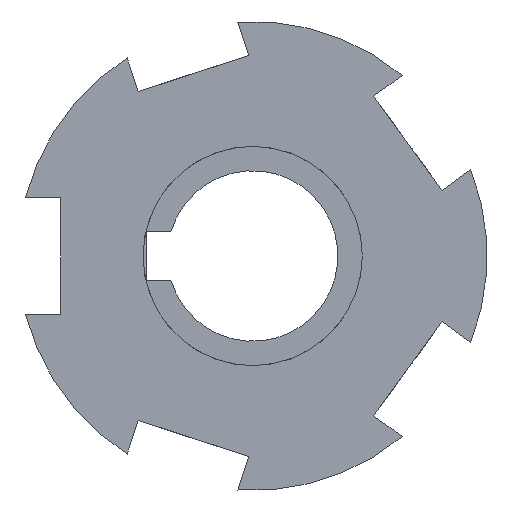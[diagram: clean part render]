
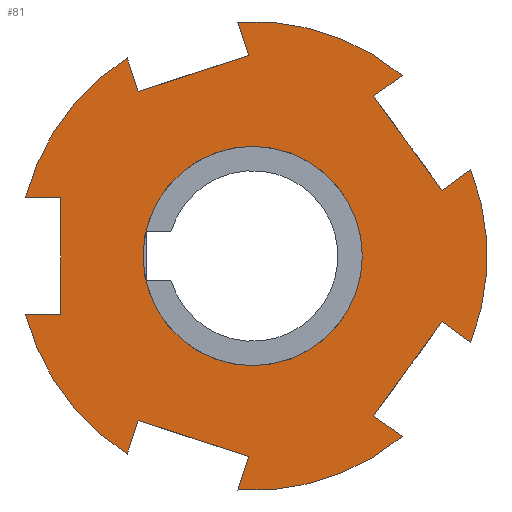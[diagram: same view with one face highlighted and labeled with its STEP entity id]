
A CAD part, left-side view. The second image highlights one B-rep face of the part: STEP entity #81.
In plain terms, the highlighted planar face has unit normal (-1, 0, 0).
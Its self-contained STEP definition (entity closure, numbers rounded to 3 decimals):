
#81 = ADVANCED_FACE( '', ( #128, #129 ), #130, .F. );
#128 = FACE_OUTER_BOUND( '', #224, .T. );
#129 = FACE_BOUND( '', #225, .T. );
#130 = PLANE( '', #226 );
#224 = EDGE_LOOP( '', ( #366, #367, #368, #369, #370, #371, #372, #373, #374, #375, #376, #377, #378, #379, #380, #381, #382, #383, #384, #385 ) );
#225 = EDGE_LOOP( '', ( #386 ) );
#226 = AXIS2_PLACEMENT_3D( '', #387, #388, #389 );
#366 = ORIENTED_EDGE( '', *, *, #600, .F. );
#367 = ORIENTED_EDGE( '', *, *, #603, .T. );
#368 = ORIENTED_EDGE( '', *, *, #627, .F. );
#369 = ORIENTED_EDGE( '', *, *, #628, .T. );
#370 = ORIENTED_EDGE( '', *, *, #629, .T. );
#371 = ORIENTED_EDGE( '', *, *, #630, .T. );
#372 = ORIENTED_EDGE( '', *, *, #631, .F. );
#373 = ORIENTED_EDGE( '', *, *, #632, .T. );
#374 = ORIENTED_EDGE( '', *, *, #633, .F. );
#375 = ORIENTED_EDGE( '', *, *, #634, .T. );
#376 = ORIENTED_EDGE( '', *, *, #635, .F. );
#377 = ORIENTED_EDGE( '', *, *, #636, .T. );
#378 = ORIENTED_EDGE( '', *, *, #637, .F. );
#379 = ORIENTED_EDGE( '', *, *, #638, .T. );
#380 = ORIENTED_EDGE( '', *, *, #639, .F. );
#381 = ORIENTED_EDGE( '', *, *, #640, .T. );
#382 = ORIENTED_EDGE( '', *, *, #625, .F. );
#383 = ORIENTED_EDGE( '', *, *, #641, .T. );
#384 = ORIENTED_EDGE( '', *, *, #589, .F. );
#385 = ORIENTED_EDGE( '', *, *, #642, .T. );
#386 = ORIENTED_EDGE( '', *, *, #643, .T. );
#387 = CARTESIAN_POINT( '', ( -208., 0., 0. ) );
#388 = DIRECTION( '', ( 1., 0., 0. ) );
#389 = DIRECTION( '', ( 0., 0., -1. ) );
#589 = EDGE_CURVE( '', #676, #679, #680, .T. );
#600 = EDGE_CURVE( '', #699, #701, #702, .T. );
#603 = EDGE_CURVE( '', #699, #705, #707, .T. );
#625 = EDGE_CURVE( '', #745, #747, #748, .T. );
#627 = EDGE_CURVE( '', #750, #705, #751, .T. );
#628 = EDGE_CURVE( '', #750, #752, #753, .T. );
#629 = EDGE_CURVE( '', #752, #754, #755, .T. );
#630 = EDGE_CURVE( '', #754, #756, #757, .T. );
#631 = EDGE_CURVE( '', #758, #756, #759, .T. );
#632 = EDGE_CURVE( '', #758, #760, #761, .T. );
#633 = EDGE_CURVE( '', #762, #760, #763, .T. );
#634 = EDGE_CURVE( '', #762, #764, #765, .T. );
#635 = EDGE_CURVE( '', #766, #764, #767, .T. );
#636 = EDGE_CURVE( '', #766, #768, #769, .T. );
#637 = EDGE_CURVE( '', #770, #768, #771, .T. );
#638 = EDGE_CURVE( '', #770, #772, #773, .T. );
#639 = EDGE_CURVE( '', #774, #772, #775, .T. );
#640 = EDGE_CURVE( '', #774, #747, #776, .T. );
#641 = EDGE_CURVE( '', #745, #679, #777, .T. );
#642 = EDGE_CURVE( '', #676, #701, #778, .T. );
#643 = EDGE_CURVE( '', #779, #779, #780, .T. );
#676 = VERTEX_POINT( '', #828 );
#679 = VERTEX_POINT( '', #832 );
#680 = CIRCLE( '', #833, 38.5 );
#699 = VERTEX_POINT( '', #857 );
#701 = VERTEX_POINT( '', #860 );
#702 = LINE( '', #861, #862 );
#705 = VERTEX_POINT( '', #866 );
#707 = LINE( '', #869, #870 );
#745 = VERTEX_POINT( '', #922 );
#747 = VERTEX_POINT( '', #925 );
#748 = LINE( '', #926, #927 );
#750 = VERTEX_POINT( '', #930 );
#751 = CIRCLE( '', #931, 38.5 );
#752 = VERTEX_POINT( '', #932 );
#753 = LINE( '', #933, #934 );
#754 = VERTEX_POINT( '', #935 );
#755 = LINE( '', #936, #937 );
#756 = VERTEX_POINT( '', #938 );
#757 = LINE( '', #939, #940 );
#758 = VERTEX_POINT( '', #941 );
#759 = CIRCLE( '', #942, 38.5 );
#760 = VERTEX_POINT( '', #943 );
#761 = LINE( '', #944, #945 );
#762 = VERTEX_POINT( '', #946 );
#763 = LINE( '', #947, #948 );
#764 = VERTEX_POINT( '', #949 );
#765 = LINE( '', #950, #951 );
#766 = VERTEX_POINT( '', #952 );
#767 = CIRCLE( '', #953, 38.5 );
#768 = VERTEX_POINT( '', #954 );
#769 = LINE( '', #955, #956 );
#770 = VERTEX_POINT( '', #957 );
#771 = LINE( '', #958, #959 );
#772 = VERTEX_POINT( '', #960 );
#773 = LINE( '', #961, #962 );
#774 = VERTEX_POINT( '', #963 );
#775 = CIRCLE( '', #964, 38.5 );
#776 = LINE( '', #965, #966 );
#777 = LINE( '', #967, #968 );
#778 = LINE( '', #969, #970 );
#779 = VERTEX_POINT( '', #971 );
#780 = CIRCLE( '', #972, 18. );
#828 = CARTESIAN_POINT( '', ( -208., 2.443, 38.422 ) );
#832 = CARTESIAN_POINT( '', ( -208., -24.56, 29.649 ) );
#833 = AXIS2_PLACEMENT_3D( '', #1421, #1422, #1423 );
#857 = CARTESIAN_POINT( '', ( -208., 18.817, 27.007 ) );
#860 = CARTESIAN_POINT( '', ( -208., 0.651, 32.909 ) );
#861 = CARTESIAN_POINT( '', ( -208., 9.734, 29.958 ) );
#862 = VECTOR( '', #1442, 1000. );
#866 = CARTESIAN_POINT( '', ( -208., 20.608, 32.52 ) );
#869 = CARTESIAN_POINT( '', ( -208., 18.817, 27.007 ) );
#870 = VECTOR( '', #1445, 1000. );
#922 = CARTESIAN_POINT( '', ( -208., -19.871, 26.241 ) );
#925 = CARTESIAN_POINT( '', ( -208., -31.097, 10.789 ) );
#926 = CARTESIAN_POINT( '', ( -208., -25.484, 18.515 ) );
#927 = VECTOR( '', #1479, 1000. );
#930 = CARTESIAN_POINT( '', ( -208., 37.297, 9.55 ) );
#931 = AXIS2_PLACEMENT_3D( '', #1481, #1482, #1483 );
#932 = CARTESIAN_POINT( '', ( -208., 31.5, 9.55 ) );
#933 = CARTESIAN_POINT( '', ( -208., 39.5, 9.55 ) );
#934 = VECTOR( '', #1484, 1000. );
#935 = CARTESIAN_POINT( '', ( -208., 31.5, -9.55 ) );
#936 = CARTESIAN_POINT( '', ( -208., 31.5, 9.55 ) );
#937 = VECTOR( '', #1485, 1000. );
#938 = CARTESIAN_POINT( '', ( -208., 37.297, -9.55 ) );
#939 = CARTESIAN_POINT( '', ( -208., 31.5, -9.55 ) );
#940 = VECTOR( '', #1486, 1000. );
#941 = CARTESIAN_POINT( '', ( -208., 20.608, -32.52 ) );
#942 = AXIS2_PLACEMENT_3D( '', #1487, #1488, #1489 );
#943 = CARTESIAN_POINT( '', ( -208., 18.817, -27.007 ) );
#944 = CARTESIAN_POINT( '', ( -208., 20.98, -33.665 ) );
#945 = VECTOR( '', #1490, 1000. );
#946 = CARTESIAN_POINT( '', ( -208., 0.651, -32.909 ) );
#947 = CARTESIAN_POINT( '', ( -208., 9.734, -29.958 ) );
#948 = VECTOR( '', #1491, 1000. );
#949 = CARTESIAN_POINT( '', ( -208., 2.443, -38.422 ) );
#950 = CARTESIAN_POINT( '', ( -208., 0.651, -32.909 ) );
#951 = VECTOR( '', #1492, 1000. );
#952 = CARTESIAN_POINT( '', ( -208., -24.56, -29.649 ) );
#953 = AXIS2_PLACEMENT_3D( '', #1493, #1494, #1495 );
#954 = CARTESIAN_POINT( '', ( -208., -19.871, -26.241 ) );
#955 = CARTESIAN_POINT( '', ( -208., -25.534, -30.356 ) );
#956 = VECTOR( '', #1496, 1000. );
#957 = CARTESIAN_POINT( '', ( -208., -31.097, -10.789 ) );
#958 = CARTESIAN_POINT( '', ( -208., -25.484, -18.515 ) );
#959 = VECTOR( '', #1497, 1000. );
#960 = CARTESIAN_POINT( '', ( -208., -35.787, -14.196 ) );
#961 = CARTESIAN_POINT( '', ( -208., -31.097, -10.789 ) );
#962 = VECTOR( '', #1498, 1000. );
#963 = CARTESIAN_POINT( '', ( -208., -35.787, 14.196 ) );
#964 = AXIS2_PLACEMENT_3D( '', #1499, #1500, #1501 );
#965 = CARTESIAN_POINT( '', ( -208., -36.761, 14.904 ) );
#966 = VECTOR( '', #1502, 1000. );
#967 = CARTESIAN_POINT( '', ( -208., -19.871, 26.241 ) );
#968 = VECTOR( '', #1503, 1000. );
#969 = CARTESIAN_POINT( '', ( -208., 2.815, 39.567 ) );
#970 = VECTOR( '', #1504, 1000. );
#971 = CARTESIAN_POINT( '', ( -208., -18., 0. ) );
#972 = AXIS2_PLACEMENT_3D( '', #1505, #1506, #1507 );
#1421 = CARTESIAN_POINT( '', ( -208., 0., 0. ) );
#1422 = DIRECTION( '', ( 1., 0., 0. ) );
#1423 = DIRECTION( '', ( 0., 0., -1. ) );
#1442 = DIRECTION( '', ( 0., -0.951, 0.309 ) );
#1445 = DIRECTION( '', ( 0., 0.309, 0.951 ) );
#1479 = DIRECTION( '', ( 0., -0.588, -0.809 ) );
#1481 = CARTESIAN_POINT( '', ( -208., 0., 0. ) );
#1482 = DIRECTION( '', ( 1., 0., 0. ) );
#1483 = DIRECTION( '', ( 0., 0., -1. ) );
#1484 = DIRECTION( '', ( 0., -1., 0. ) );
#1485 = DIRECTION( '', ( 0., 0., -1. ) );
#1486 = DIRECTION( '', ( 0., 1., 0. ) );
#1487 = CARTESIAN_POINT( '', ( -208., 0., 0. ) );
#1488 = DIRECTION( '', ( 1., 0., 0. ) );
#1489 = DIRECTION( '', ( 0., 0., -1. ) );
#1490 = DIRECTION( '', ( 0., -0.309, 0.951 ) );
#1491 = DIRECTION( '', ( 0., 0.951, 0.309 ) );
#1492 = DIRECTION( '', ( 0., 0.309, -0.951 ) );
#1493 = CARTESIAN_POINT( '', ( -208., 0., 0. ) );
#1494 = DIRECTION( '', ( 1., 0., 0. ) );
#1495 = DIRECTION( '', ( 0., 0., -1. ) );
#1496 = DIRECTION( '', ( 0., 0.809, 0.588 ) );
#1497 = DIRECTION( '', ( 0., 0.588, -0.809 ) );
#1498 = DIRECTION( '', ( 0., -0.809, -0.588 ) );
#1499 = CARTESIAN_POINT( '', ( -208., 0., 0. ) );
#1500 = DIRECTION( '', ( 1., 0., 0. ) );
#1501 = DIRECTION( '', ( 0., 0., -1. ) );
#1502 = DIRECTION( '', ( 0., 0.809, -0.588 ) );
#1503 = DIRECTION( '', ( 0., -0.809, 0.588 ) );
#1504 = DIRECTION( '', ( 0., -0.309, -0.951 ) );
#1505 = CARTESIAN_POINT( '', ( -208., 0., 0. ) );
#1506 = DIRECTION( '', ( 1., 0., 0. ) );
#1507 = DIRECTION( '', ( 0., -1., 0. ) );
